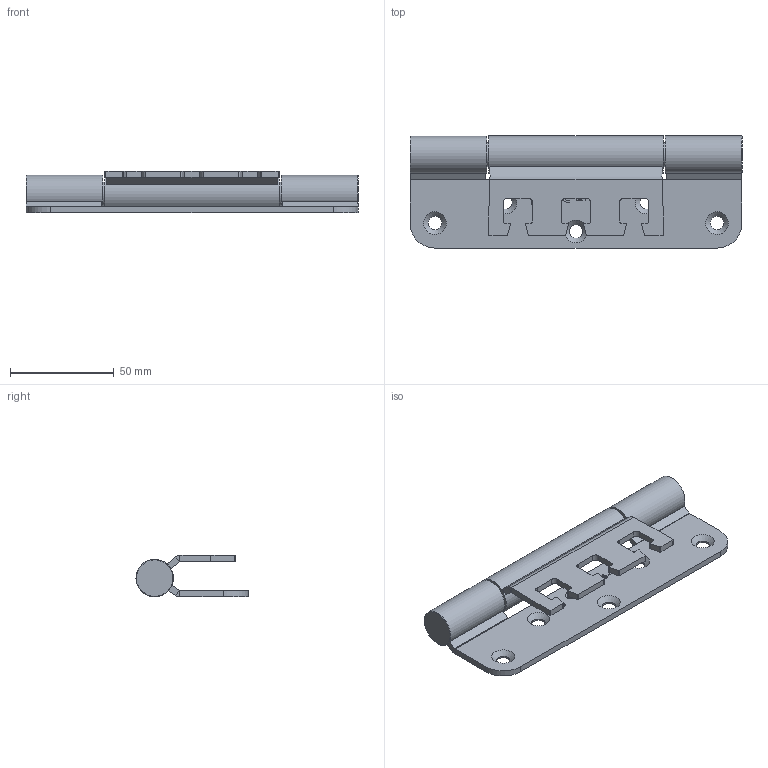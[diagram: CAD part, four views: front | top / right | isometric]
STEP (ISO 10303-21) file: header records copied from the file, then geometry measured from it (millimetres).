
FILE_DESCRIPTION (( 'STEP AP214' ), '1' );
FILE_NAME ('OBX-18-2541-160-LG.STEP', '2019-02-11T11:11:55', ( '' ), ( '' ), 'SwSTEP 2.0', 'SolidWorks 2017', '' );
FILE_SCHEMA (( 'AUTOMOTIVE_DESIGN' ));
Length unit declared in the file: millimetre
Products named in the file (8): D043-18083; D044-14309; D043-18081; B01572; DIN5401-III; D044-14308; OBX-18-2541-160-LG; D046-14312
Assembly tree (11 placements, depth 2):
  OBX-18-2541-160-LG
    D044-14309
    D043-18081
    DIN5401-III  x2
    B01572  x2
    D044-14308  x2
    D046-14312  x2
    D043-18083
Bounding box: 160 x 54 x 20 mm (x, y, z)
Volume: 62289.9 mm3; surface area: 34277.3 mm2
Topology: 11 solids, 11 shells, 396 faces, 974 edges, 639 vertices
Faces by surface type: plane 220, cylinder 93, bspline 60, cone 15, sphere 6, torus 2
Full cylindrical faces by diameter (mm): 0.5 x2, 1.65 x1, 2 x1, 6.5 x5, 7.7 x6, 7.9 x4, 11.5 x2, 11.8 x2, 12 x2, 18 x3
Entity records: 14203 total; most frequent: CARTESIAN_POINT 5414, ORIENTED_EDGE 1768, DIRECTION 1568, EDGE_CURVE 884, VERTEX_POINT 602, LINE 588, VECTOR 588, AXIS2_PLACEMENT_3D 490
